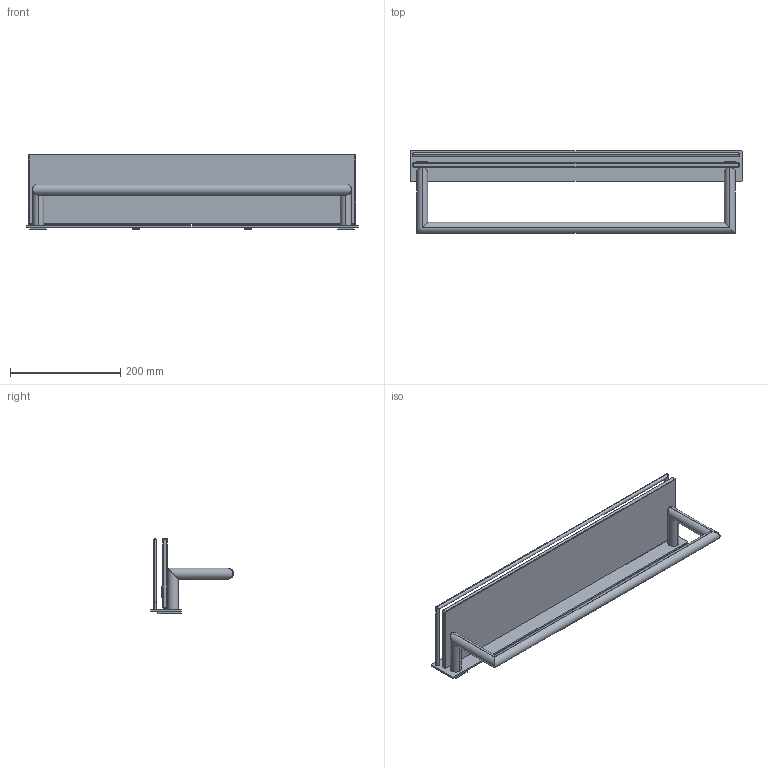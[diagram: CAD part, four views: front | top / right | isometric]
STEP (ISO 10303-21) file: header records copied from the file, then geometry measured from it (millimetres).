
FILE_DESCRIPTION((''),'2;1');
FILE_NAME('2819RT-24','2022-02-14T14:03:26',('jinson.thomas'),(''),'CREO PARAMETRIC BY PTC INC, 2018400','CREO PARAMETRIC BY PTC INC, 2018400','');
FILE_SCHEMA(('CONFIG_CONTROL_DESIGN'));
Length unit declared in the file: inch
Products named in the file (1): 2819RT-24
Bounding box: 602.79 x 150.57 x 136.57 mm (x, y, z)
Volume: 832571.9 mm3; surface area: 362235 mm2
Topology: 1 solids, 5 shells, 148 faces, 338 edges, 206 vertices
Faces by surface type: cylinder 62, plane 54, torus 16, cone 8, bspline 8
Entity records: 6064 total; most frequent: CARTESIAN_POINT 2778, ORIENTED_EDGE 668, DIRECTION 658, EDGE_CURVE 334, AXIS2_PLACEMENT_3D 252, VERTEX_POINT 206, EDGE_LOOP 164, VECTOR 154
